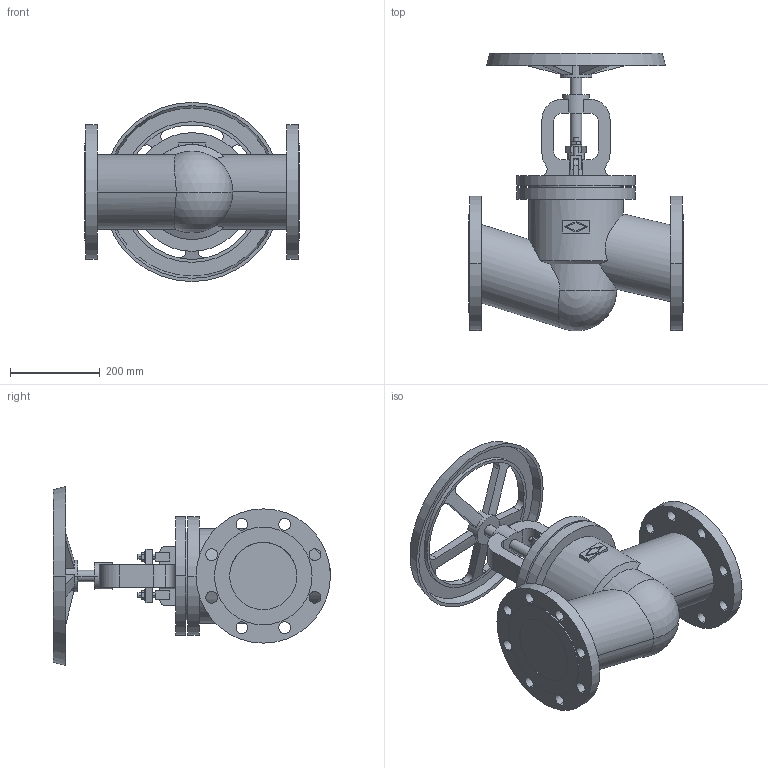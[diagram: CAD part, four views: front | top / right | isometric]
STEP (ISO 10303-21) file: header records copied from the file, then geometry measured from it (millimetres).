
FILE_DESCRIPTION(('OneSpaceDesigner STEP Export'),'2;1');
FILE_NAME('c000002062.stp','2005-12-02T11:12:07',(''),(''),'OneSpace Designer STEP processor for AP203 (Solid Model)','OneSpace Designer 13.20A 18-Aug-2005 (C) CoCreate Software GmbH','');
FILE_SCHEMA(('CONFIG_CONTROL_DESIGN'));
Length unit declared in the file: millimetre
Products named in the file (1): 1
Bounding box: 480 x 619.81 x 400 mm (x, y, z)
Volume: 22257505.9 mm3; surface area: 1105514.1 mm2
Topology: 1 solids, 1 shells, 273 faces, 712 edges, 463 vertices
Faces by surface type: plane 128, cylinder 123, cone 20, sphere 2
Entity records: 8375 total; most frequent: CARTESIAN_POINT 1956, ORIENTED_EDGE 1420, DIRECTION 1174, EDGE_CURVE 710, VERTEX_POINT 463, AXIS2_PLACEMENT_3D 398, VECTOR 378, LINE 378
